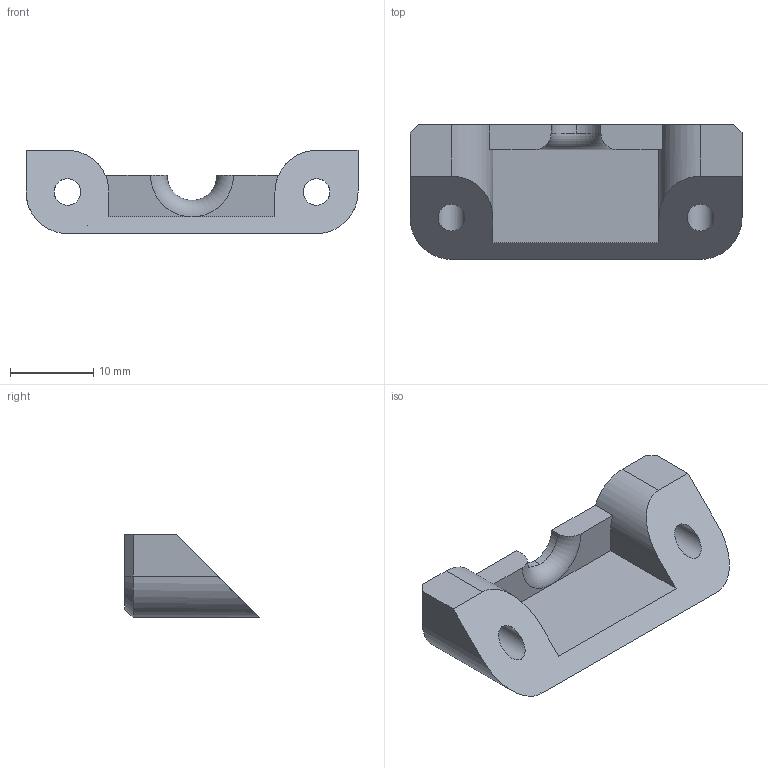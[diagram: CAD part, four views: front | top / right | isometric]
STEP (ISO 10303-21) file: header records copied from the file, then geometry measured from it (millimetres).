
FILE_DESCRIPTION(('HOOPS Exchange Step'),'2;1');
FILE_NAME('temp_export','2024-05-07T15:04:48+09:00',('mobile'),('Shapr3D Limited'),'HOOPS Exchange 2024.2','Shapr3D','Authorized');
FILE_SCHEMA( ('AUTOMOTIVE_DESIGN { 1 0 10303 214 1 1 1 1 }') );
Length unit declared in the file: millimetre
Products named in the file (1): Thermal-cover_P2-Pro_a
Bounding box: 40 x 16.2 x 10 mm (x, y, z)
Volume: 2488.2 mm3; surface area: 2243.4 mm2
Topology: 1 solids, 1 shells, 32 faces, 81 edges, 53 vertices
Faces by surface type: plane 19, cylinder 10, cone 2, torus 1
Full cylindrical faces by diameter (mm): 3.2 x2, 6 x2
Entity records: 1003 total; most frequent: DIRECTION 177, CARTESIAN_POINT 167, ORIENTED_EDGE 162, EDGE_CURVE 81, AXIS2_PLACEMENT_3D 63, VERTEX_POINT 53, VECTOR 51, LINE 51
